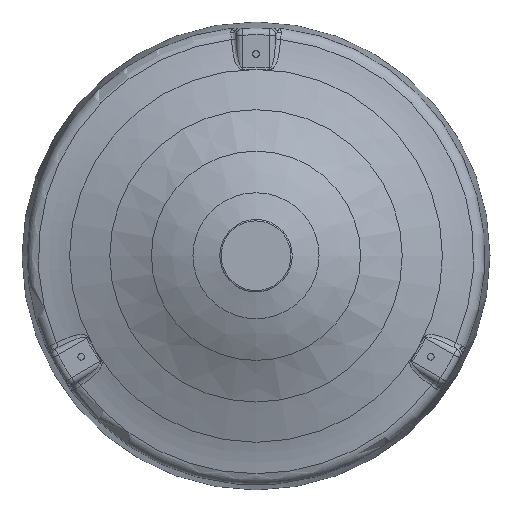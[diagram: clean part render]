
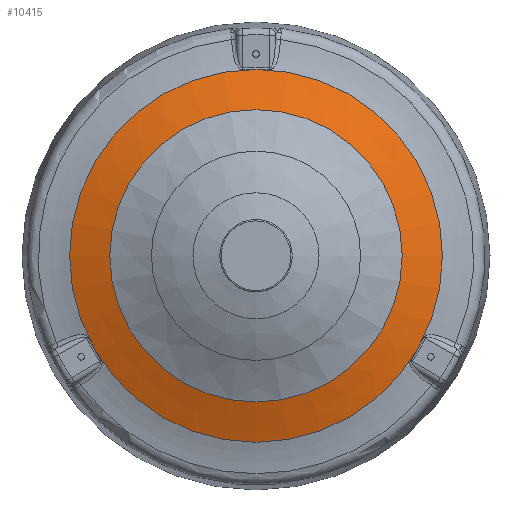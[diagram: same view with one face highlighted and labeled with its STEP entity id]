
A CAD part, top view. The second image highlights one B-rep face of the part: STEP entity #10415.
In plain terms, the highlighted free-form (B-spline) face has degree [2, 2] with [3, 9] control points.
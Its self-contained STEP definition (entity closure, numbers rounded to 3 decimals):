
#952=(
BOUNDED_SURFACE()
B_SPLINE_SURFACE(2,2,((#17749,#17750,#17751,#17752,#17753,#17754,#17755,
#17756,#17757),(#17758,#17759,#17760,#17761,#17762,#17763,#17764,#17765,
#17766),(#17767,#17768,#17769,#17770,#17771,#17772,#17773,#17774,#17775)),
 .UNSPECIFIED.,.F.,.T.,.F.)
B_SPLINE_SURFACE_WITH_KNOTS((3,3),(3,2,2,2,3),(1.91,1.934),
(-3.142,-1.571,0.,1.571,3.142),
 .UNSPECIFIED.)
GEOMETRIC_REPRESENTATION_ITEM()
RATIONAL_B_SPLINE_SURFACE(((1.,0.707,1.,0.707,1.,
0.707,1.,0.707,1.),(1.,0.707,
1.,0.707,1.,0.707,
1.,0.707,1.),(1.,0.707,
1.,0.707,1.,0.707,1.,0.707,1.)))
REPRESENTATION_ITEM('')
SURFACE()
);
#2254=FACE_OUTER_BOUND('',#2666,.T.);
#2666=EDGE_LOOP('',(#7494,#7495,#7496,#7497,#7498,#7499));
#3071=CIRCLE('',#11303,138.988);
#3079=CIRCLE('',#11311,138.988);
#3117=CIRCLE('',#11366,108.988);
#3118=CIRCLE('',#11367,108.988);
#3119=CIRCLE('',#11368,1349.269);
#3703=VERTEX_POINT('',#17038);
#3704=VERTEX_POINT('',#17039);
#3737=VERTEX_POINT('',#17744);
#3738=VERTEX_POINT('',#17746);
#5099=EDGE_CURVE('',#3703,#3704,#3071,.T.);
#5111=EDGE_CURVE('',#3704,#3703,#3079,.T.);
#5168=EDGE_CURVE('',#3738,#3737,#3117,.T.);
#5169=EDGE_CURVE('',#3737,#3738,#3118,.T.);
#5170=EDGE_CURVE('',#3737,#3704,#3119,.T.);
#7494=ORIENTED_EDGE('',*,*,#5168,.T.);
#7495=ORIENTED_EDGE('',*,*,#5170,.T.);
#7496=ORIENTED_EDGE('',*,*,#5099,.F.);
#7497=ORIENTED_EDGE('',*,*,#5111,.F.);
#7498=ORIENTED_EDGE('',*,*,#5170,.F.);
#7499=ORIENTED_EDGE('',*,*,#5169,.T.);
#10415=ADVANCED_FACE('',(#2254),#952,.T.);
#11303=AXIS2_PLACEMENT_3D('',#17040,#12708,#12709);
#11311=AXIS2_PLACEMENT_3D('',#17089,#12724,#12725);
#11366=AXIS2_PLACEMENT_3D('',#17747,#12837,#12838);
#11367=AXIS2_PLACEMENT_3D('',#17748,#12839,#12840);
#11368=AXIS2_PLACEMENT_3D('',#17776,#12841,#12842);
#12708=DIRECTION('center_axis',(0.,0.,-1.));
#12709=DIRECTION('ref_axis',(0.,1.,0.));
#12724=DIRECTION('center_axis',(0.,0.,-1.));
#12725=DIRECTION('ref_axis',(0.,1.,0.));
#12837=DIRECTION('center_axis',(0.,0.,-1.));
#12838=DIRECTION('ref_axis',(0.,1.,0.));
#12839=DIRECTION('center_axis',(0.,0.,-1.));
#12840=DIRECTION('ref_axis',(0.,1.,0.));
#12841=DIRECTION('center_axis',(0.,-1.,0.));
#12842=DIRECTION('ref_axis',(1.,0.,0.));
#17038=CARTESIAN_POINT('',(0.,138.988,58.1));
#17039=CARTESIAN_POINT('',(138.988,0.,58.1));
#17040=CARTESIAN_POINT('Origin',(0.,0.,58.1));
#17089=CARTESIAN_POINT('Origin',(0.,0.,58.1));
#17744=CARTESIAN_POINT('',(108.988,0.,69.1));
#17746=CARTESIAN_POINT('',(0.,108.988,69.1));
#17747=CARTESIAN_POINT('Origin',(0.,0.,69.1));
#17748=CARTESIAN_POINT('Origin',(0.,0.,69.1));
#17749=CARTESIAN_POINT('Ctrl Pts',(138.988,0.,58.1));
#17750=CARTESIAN_POINT('Ctrl Pts',(138.988,-138.988,58.1));
#17751=CARTESIAN_POINT('Ctrl Pts',(0.,-138.988,58.1));
#17752=CARTESIAN_POINT('Ctrl Pts',(-138.988,-138.988,58.1));
#17753=CARTESIAN_POINT('Ctrl Pts',(-138.988,0.,58.1));
#17754=CARTESIAN_POINT('Ctrl Pts',(-138.988,138.988,58.1));
#17755=CARTESIAN_POINT('Ctrl Pts',(0.,138.988,58.1));
#17756=CARTESIAN_POINT('Ctrl Pts',(138.988,138.988,58.1));
#17757=CARTESIAN_POINT('Ctrl Pts',(138.988,0.,58.1));
#17758=CARTESIAN_POINT('Ctrl Pts',(123.923,0.,63.422));
#17759=CARTESIAN_POINT('Ctrl Pts',(123.923,-123.923,63.422));
#17760=CARTESIAN_POINT('Ctrl Pts',(0.,-123.923,63.422));
#17761=CARTESIAN_POINT('Ctrl Pts',(-123.923,-123.923,
63.422));
#17762=CARTESIAN_POINT('Ctrl Pts',(-123.923,0.,63.422));
#17763=CARTESIAN_POINT('Ctrl Pts',(-123.923,123.923,63.422));
#17764=CARTESIAN_POINT('Ctrl Pts',(0.,123.923,63.422));
#17765=CARTESIAN_POINT('Ctrl Pts',(123.923,123.923,63.422));
#17766=CARTESIAN_POINT('Ctrl Pts',(123.923,0.,63.422));
#17767=CARTESIAN_POINT('Ctrl Pts',(108.988,0.,69.1));
#17768=CARTESIAN_POINT('Ctrl Pts',(108.988,-108.988,69.1));
#17769=CARTESIAN_POINT('Ctrl Pts',(0.,-108.988,69.1));
#17770=CARTESIAN_POINT('Ctrl Pts',(-108.988,-108.988,69.1));
#17771=CARTESIAN_POINT('Ctrl Pts',(-108.988,0.,69.1));
#17772=CARTESIAN_POINT('Ctrl Pts',(-108.988,108.988,69.1));
#17773=CARTESIAN_POINT('Ctrl Pts',(0.,108.988,69.1));
#17774=CARTESIAN_POINT('Ctrl Pts',(108.988,108.988,69.1));
#17775=CARTESIAN_POINT('Ctrl Pts',(108.988,0.,69.1));
#17776=CARTESIAN_POINT('Origin',(588.448,0.,
1330.308));
